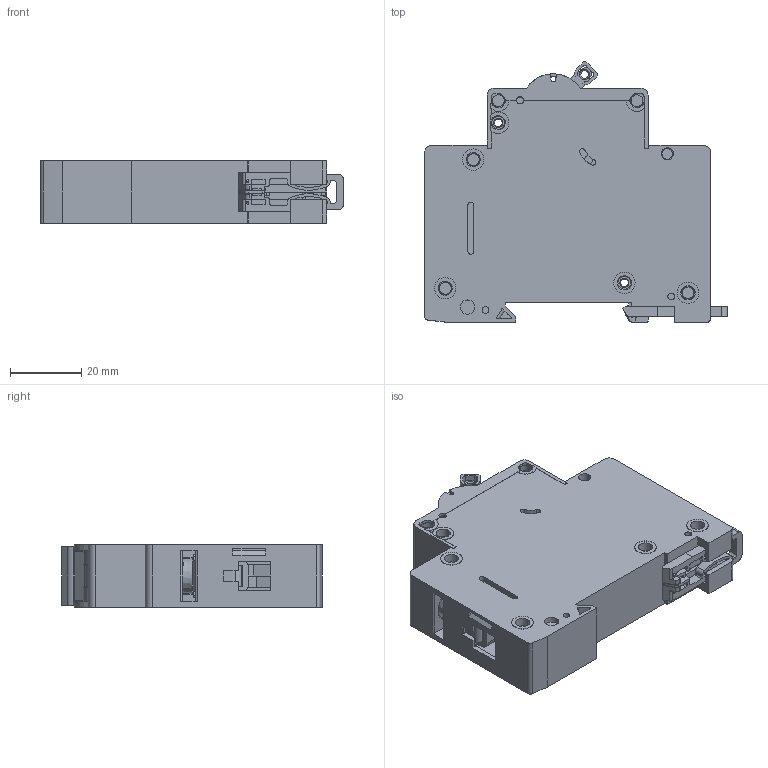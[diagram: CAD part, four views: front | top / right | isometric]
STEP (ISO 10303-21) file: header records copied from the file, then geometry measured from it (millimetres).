
FILE_DESCRIPTION(('OneSpaceDesigner STEP Export'),'2;1');
FILE_NAME('L9_1p_LS9001-UNI-L7_Dummy.stp','2008-06-12T15:05:45',(''),(''),'OneSpace Designer STEP processor for AP214 (Solid Model)','OneSpace Modeling 15.50B 03-Nov-2007 (C) CoCreate Software GmbH','');
FILE_SCHEMA(('AUTOMOTIVE_DESIGN { 1 0 10303 214 1 1 1 1 }'));
Products named in the file (2): ls9001-UNI-L7-3D-Dummy
Assembly tree (1 placements, depth 2):
  ls9001-UNI-L7-3D-Dummy
    ls9001-UNI-L7-3D-Dummy
Bounding box: 84.7 x 72.87 x 17.7 mm (x, y, z)
Volume: 69491 mm3; surface area: 27583.7 mm2
Topology: 1 solids, 2 shells, 1774 faces, 5142 edges, 3344 vertices
Faces by surface type: plane 1082, cylinder 550, cone 68, torus 56, sphere 12, bspline 6
Entity records: 59057 total; most frequent: CARTESIAN_POINT 14208, ORIENTED_EDGE 10238, DIRECTION 8359, EDGE_CURVE 5118, VERTEX_POINT 3344, VECTOR 3305, LINE 3305, AXIS2_PLACEMENT_3D 2527
